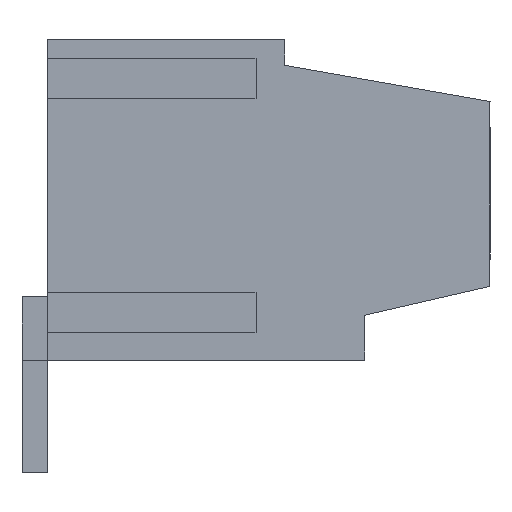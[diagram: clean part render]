
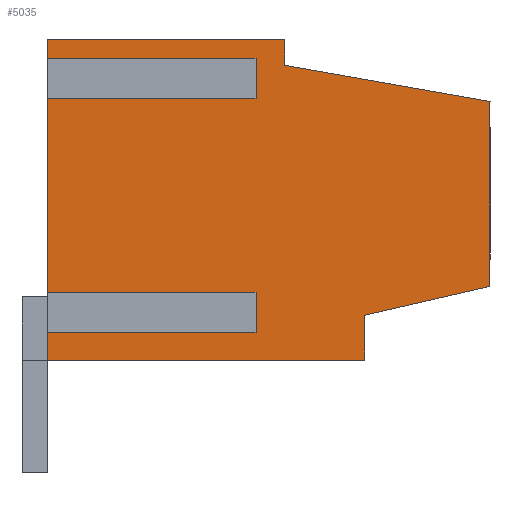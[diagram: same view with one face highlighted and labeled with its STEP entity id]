
A CAD part, left-side view. The second image highlights one B-rep face of the part: STEP entity #5035.
In plain terms, the highlighted planar face has unit normal (-1, 0, 0).
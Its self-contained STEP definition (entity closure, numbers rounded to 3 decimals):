
#4903=AXIS2_PLACEMENT_3D('Plane Axis2P3D',#4900,#4901,#4902) ;
#4900=CARTESIAN_POINT('Axis2P3D Location',(0.55,14.6,0.)) ;
#4905=CARTESIAN_POINT('Line Origine',(0.55,13.8,8.65)) ;
#4909=CARTESIAN_POINT('Vertex',(0.55,13.8,11.994)) ;
#4911=CARTESIAN_POINT('Vertex',(0.55,13.8,5.306)) ;
#4914=CARTESIAN_POINT('Line Origine',(0.55,10.55,5.306)) ;
#4918=CARTESIAN_POINT('Vertex',(0.55,7.3,5.306)) ;
#4921=CARTESIAN_POINT('Line Origine',(0.55,7.3,5.)) ;
#4925=CARTESIAN_POINT('Vertex',(0.55,7.3,4.694)) ;
#4928=CARTESIAN_POINT('Line Origine',(0.55,10.55,4.694)) ;
#4932=CARTESIAN_POINT('Vertex',(0.55,13.8,4.694)) ;
#4935=CARTESIAN_POINT('Line Origine',(0.55,13.8,4.097)) ;
#4939=CARTESIAN_POINT('Vertex',(0.55,13.8,3.5)) ;
#4942=CARTESIAN_POINT('Line Origine',(0.55,8.85,3.5)) ;
#4946=CARTESIAN_POINT('Vertex',(0.55,3.9,3.5)) ;
#4949=CARTESIAN_POINT('Line Origine',(0.55,3.9,4.2)) ;
#4953=CARTESIAN_POINT('Vertex',(0.55,3.9,4.9)) ;
#4956=CARTESIAN_POINT('Line Origine',(0.55,1.95,5.35)) ;
#4960=CARTESIAN_POINT('Vertex',(0.55,0.,5.8)) ;
#4963=CARTESIAN_POINT('Line Origine',(0.55,0.,8.686)) ;
#4967=CARTESIAN_POINT('Vertex',(0.55,0.,11.572)) ;
#4970=CARTESIAN_POINT('Line Origine',(0.55,3.2,12.136)) ;
#4974=CARTESIAN_POINT('Vertex',(0.55,6.4,12.7)) ;
#4977=CARTESIAN_POINT('Line Origine',(0.55,6.4,13.1)) ;
#4981=CARTESIAN_POINT('Vertex',(0.55,6.4,13.5)) ;
#4984=CARTESIAN_POINT('Line Origine',(0.55,10.1,13.5)) ;
#4988=CARTESIAN_POINT('Vertex',(0.55,13.8,13.5)) ;
#4991=CARTESIAN_POINT('Line Origine',(0.55,13.8,13.053)) ;
#4995=CARTESIAN_POINT('Vertex',(0.55,13.8,12.606)) ;
#4998=CARTESIAN_POINT('Line Origine',(0.55,10.55,12.606)) ;
#5002=CARTESIAN_POINT('Vertex',(0.55,7.3,12.606)) ;
#5005=CARTESIAN_POINT('Line Origine',(0.55,7.3,12.3)) ;
#5009=CARTESIAN_POINT('Vertex',(0.55,7.3,11.994)) ;
#5012=CARTESIAN_POINT('Line Origine',(0.55,10.55,11.994)) ;
#4901=DIRECTION('Axis2P3D Direction',(-1.,0.,0.)) ;
#4902=DIRECTION('Axis2P3D XDirection',(0.,-1.,0.)) ;
#4906=DIRECTION('Vector Direction',(0.,0.,-1.)) ;
#4915=DIRECTION('Vector Direction',(0.,-1.,0.)) ;
#4922=DIRECTION('Vector Direction',(0.,0.,-1.)) ;
#4929=DIRECTION('Vector Direction',(0.,-1.,0.)) ;
#4936=DIRECTION('Vector Direction',(0.,0.,-1.)) ;
#4943=DIRECTION('Vector Direction',(0.,-1.,0.)) ;
#4950=DIRECTION('Vector Direction',(0.,0.,1.)) ;
#4957=DIRECTION('Vector Direction',(0.,-0.974,0.225)) ;
#4964=DIRECTION('Vector Direction',(0.,0.,1.)) ;
#4971=DIRECTION('Vector Direction',(0.,0.985,0.174)) ;
#4978=DIRECTION('Vector Direction',(0.,0.,1.)) ;
#4985=DIRECTION('Vector Direction',(0.,1.,0.)) ;
#4992=DIRECTION('Vector Direction',(0.,0.,-1.)) ;
#4999=DIRECTION('Vector Direction',(0.,-1.,0.)) ;
#5006=DIRECTION('Vector Direction',(0.,0.,-1.)) ;
#5013=DIRECTION('Vector Direction',(0.,-1.,0.)) ;
#4907=VECTOR('Line Direction',#4906,1.) ;
#4916=VECTOR('Line Direction',#4915,1.) ;
#4923=VECTOR('Line Direction',#4922,1.) ;
#4930=VECTOR('Line Direction',#4929,1.) ;
#4937=VECTOR('Line Direction',#4936,1.) ;
#4944=VECTOR('Line Direction',#4943,1.) ;
#4951=VECTOR('Line Direction',#4950,1.) ;
#4958=VECTOR('Line Direction',#4957,1.) ;
#4965=VECTOR('Line Direction',#4964,1.) ;
#4972=VECTOR('Line Direction',#4971,1.) ;
#4979=VECTOR('Line Direction',#4978,1.) ;
#4986=VECTOR('Line Direction',#4985,1.) ;
#4993=VECTOR('Line Direction',#4992,1.) ;
#5000=VECTOR('Line Direction',#4999,1.) ;
#5007=VECTOR('Line Direction',#5006,1.) ;
#5014=VECTOR('Line Direction',#5013,1.) ;
#5018=ORIENTED_EDGE('',*,*,#4913,.T.) ;
#5019=ORIENTED_EDGE('',*,*,#4920,.T.) ;
#5020=ORIENTED_EDGE('',*,*,#4927,.T.) ;
#5021=ORIENTED_EDGE('',*,*,#4934,.F.) ;
#5022=ORIENTED_EDGE('',*,*,#4941,.T.) ;
#5023=ORIENTED_EDGE('',*,*,#4948,.T.) ;
#5024=ORIENTED_EDGE('',*,*,#4955,.T.) ;
#5025=ORIENTED_EDGE('',*,*,#4962,.T.) ;
#5026=ORIENTED_EDGE('',*,*,#4969,.T.) ;
#5027=ORIENTED_EDGE('',*,*,#4976,.T.) ;
#5028=ORIENTED_EDGE('',*,*,#4983,.T.) ;
#5029=ORIENTED_EDGE('',*,*,#4990,.T.) ;
#5030=ORIENTED_EDGE('',*,*,#4997,.T.) ;
#5031=ORIENTED_EDGE('',*,*,#5004,.T.) ;
#5032=ORIENTED_EDGE('',*,*,#5011,.T.) ;
#5033=ORIENTED_EDGE('',*,*,#5016,.F.) ;
#5035=ADVANCED_FACE('HOUSING',(#5034),#4904,.T.) ;
#4913=EDGE_CURVE('',#4910,#4912,#4908,.T.) ;
#4920=EDGE_CURVE('',#4912,#4919,#4917,.T.) ;
#4927=EDGE_CURVE('',#4919,#4926,#4924,.T.) ;
#4934=EDGE_CURVE('',#4933,#4926,#4931,.T.) ;
#4941=EDGE_CURVE('',#4933,#4940,#4938,.T.) ;
#4948=EDGE_CURVE('',#4940,#4947,#4945,.T.) ;
#4955=EDGE_CURVE('',#4947,#4954,#4952,.T.) ;
#4962=EDGE_CURVE('',#4954,#4961,#4959,.T.) ;
#4969=EDGE_CURVE('',#4961,#4968,#4966,.T.) ;
#4976=EDGE_CURVE('',#4968,#4975,#4973,.T.) ;
#4983=EDGE_CURVE('',#4975,#4982,#4980,.T.) ;
#4990=EDGE_CURVE('',#4982,#4989,#4987,.T.) ;
#4997=EDGE_CURVE('',#4989,#4996,#4994,.T.) ;
#5004=EDGE_CURVE('',#4996,#5003,#5001,.T.) ;
#5011=EDGE_CURVE('',#5003,#5010,#5008,.T.) ;
#5016=EDGE_CURVE('',#4910,#5010,#5015,.T.) ;
#5017=EDGE_LOOP('',(#5018,#5019,#5020,#5021,#5022,#5023,#5024,#5025,#5026,#5027,#5028,#5029,#5030,#5031,#5032,#5033)) ;
#5034=FACE_OUTER_BOUND('',#5017,.T.) ;
#4908=LINE('Line',#4905,#4907) ;
#4917=LINE('Line',#4914,#4916) ;
#4924=LINE('Line',#4921,#4923) ;
#4931=LINE('Line',#4928,#4930) ;
#4938=LINE('Line',#4935,#4937) ;
#4945=LINE('Line',#4942,#4944) ;
#4952=LINE('Line',#4949,#4951) ;
#4959=LINE('Line',#4956,#4958) ;
#4966=LINE('Line',#4963,#4965) ;
#4973=LINE('Line',#4970,#4972) ;
#4980=LINE('Line',#4977,#4979) ;
#4987=LINE('Line',#4984,#4986) ;
#4994=LINE('Line',#4991,#4993) ;
#5001=LINE('Line',#4998,#5000) ;
#5008=LINE('Line',#5005,#5007) ;
#5015=LINE('Line',#5012,#5014) ;
#4904=PLANE('',#4903) ;
#4910=VERTEX_POINT('',#4909) ;
#4912=VERTEX_POINT('',#4911) ;
#4919=VERTEX_POINT('',#4918) ;
#4926=VERTEX_POINT('',#4925) ;
#4933=VERTEX_POINT('',#4932) ;
#4940=VERTEX_POINT('',#4939) ;
#4947=VERTEX_POINT('',#4946) ;
#4954=VERTEX_POINT('',#4953) ;
#4961=VERTEX_POINT('',#4960) ;
#4968=VERTEX_POINT('',#4967) ;
#4975=VERTEX_POINT('',#4974) ;
#4982=VERTEX_POINT('',#4981) ;
#4989=VERTEX_POINT('',#4988) ;
#4996=VERTEX_POINT('',#4995) ;
#5003=VERTEX_POINT('',#5002) ;
#5010=VERTEX_POINT('',#5009) ;
